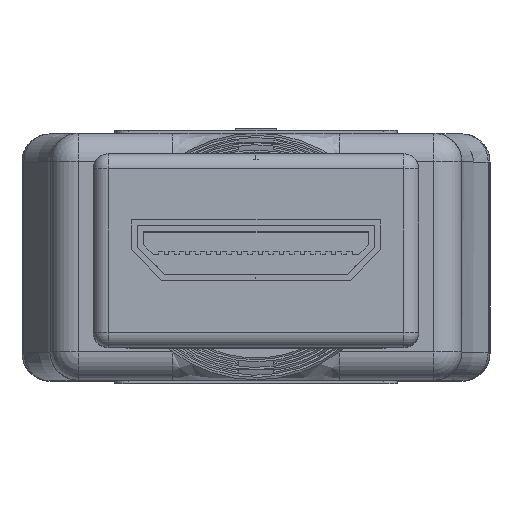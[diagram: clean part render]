
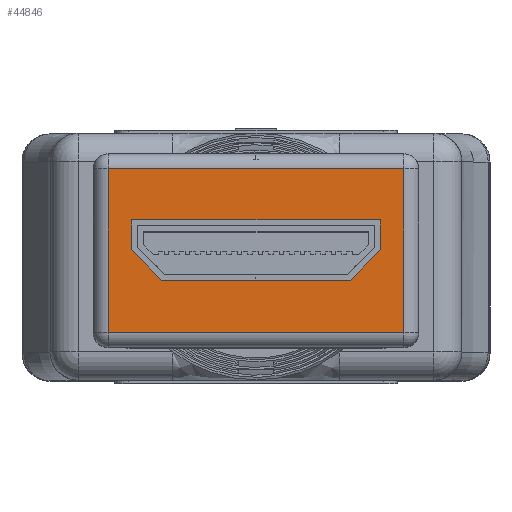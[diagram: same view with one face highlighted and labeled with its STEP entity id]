
A CAD part, top view. The second image highlights one B-rep face of the part: STEP entity #44846.
In plain terms, the highlighted face is planar.
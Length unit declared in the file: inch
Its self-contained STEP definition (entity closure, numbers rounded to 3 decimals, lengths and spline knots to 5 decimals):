
#3480 = AXIS2_PLACEMENT_3D ( 'NONE', #82169, #49007, #107321 ) ;
#6754 = DIRECTION ( 'NONE',  ( 0., 0., -1. ) ) ;
#8404 = CARTESIAN_POINT ( 'NONE',  ( -0.43285, 0.137, -0.2475 ) ) ;
#16068 = DIRECTION ( 'NONE',  ( 0., 1., 0. ) ) ;
#20423 = LINE ( 'NONE', #64510, #106348 ) ;
#21267 = CARTESIAN_POINT ( 'NONE',  ( -0.43285, -0.162, -0.2475 ) ) ;
#22418 = VECTOR ( 'NONE', #98028, 39.37008 ) ;
#22790 = VERTEX_POINT ( 'NONE', #8404 ) ;
#23748 = ORIENTED_EDGE ( 'NONE', *, *, #49151, .T. ) ;
#27923 = ORIENTED_EDGE ( 'NONE', *, *, #101108, .T. ) ;
#30520 = EDGE_LOOP ( 'NONE', ( #38066, #27923, #23748, #38722 ) ) ;
#32647 = VERTEX_POINT ( 'NONE', #34818 ) ;
#34818 = CARTESIAN_POINT ( 'NONE',  ( -0.43285, -0.137, 0.2475 ) ) ;
#38066 = ORIENTED_EDGE ( 'NONE', *, *, #72060, .T. ) ;
#38722 = ORIENTED_EDGE ( 'NONE', *, *, #50278, .T. ) ;
#40166 = CARTESIAN_POINT ( 'NONE',  ( -0.43285, -0.137, 0.2725 ) ) ;
#40694 = PLANE ( 'NONE',  #3480 ) ;
#43199 = VECTOR ( 'NONE', #47359, 39.37008 ) ;
#44846 = ADVANCED_FACE ( 'NONE', ( #105675 ), #40694, .T. ) ;
#47359 = DIRECTION ( 'NONE',  ( 0., -1., 0. ) ) ;
#48945 = VERTEX_POINT ( 'NONE', #69924 ) ;
#49007 = DIRECTION ( 'NONE',  ( -1., 0., 0. ) ) ;
#49151 = EDGE_CURVE ( 'NONE', #32647, #48945, #88231, .T. ) ;
#50278 = EDGE_CURVE ( 'NONE', #48945, #22790, #20423, .T. ) ;
#64510 = CARTESIAN_POINT ( 'NONE',  ( -0.43285, 0.137, -0.2725 ) ) ;
#65278 = LINE ( 'NONE', #21267, #43199 ) ;
#66041 = VECTOR ( 'NONE', #16068, 39.37008 ) ;
#69924 = CARTESIAN_POINT ( 'NONE',  ( -0.43285, 0.137, 0.2475 ) ) ;
#72060 = EDGE_CURVE ( 'NONE', #22790, #77703, #65278, .T. ) ;
#72242 = CARTESIAN_POINT ( 'NONE',  ( -0.43285, -0.137, -0.2475 ) ) ;
#77100 = LINE ( 'NONE', #40166, #22418 ) ;
#77703 = VERTEX_POINT ( 'NONE', #72242 ) ;
#82169 = CARTESIAN_POINT ( 'NONE',  ( -0.43285, 0.162, 0.2725 ) ) ;
#82633 = CARTESIAN_POINT ( 'NONE',  ( -0.43285, 0.162, 0.2475 ) ) ;
#88231 = LINE ( 'NONE', #82633, #66041 ) ;
#98028 = DIRECTION ( 'NONE',  ( 0., 0., 1. ) ) ;
#101108 = EDGE_CURVE ( 'NONE', #77703, #32647, #77100, .T. ) ;
#105675 = FACE_OUTER_BOUND ( 'NONE', #30520, .T. ) ;
#106348 = VECTOR ( 'NONE', #6754, 39.37008 ) ;
#107321 = DIRECTION ( 'NONE',  ( 0., 0., 1. ) ) ;
